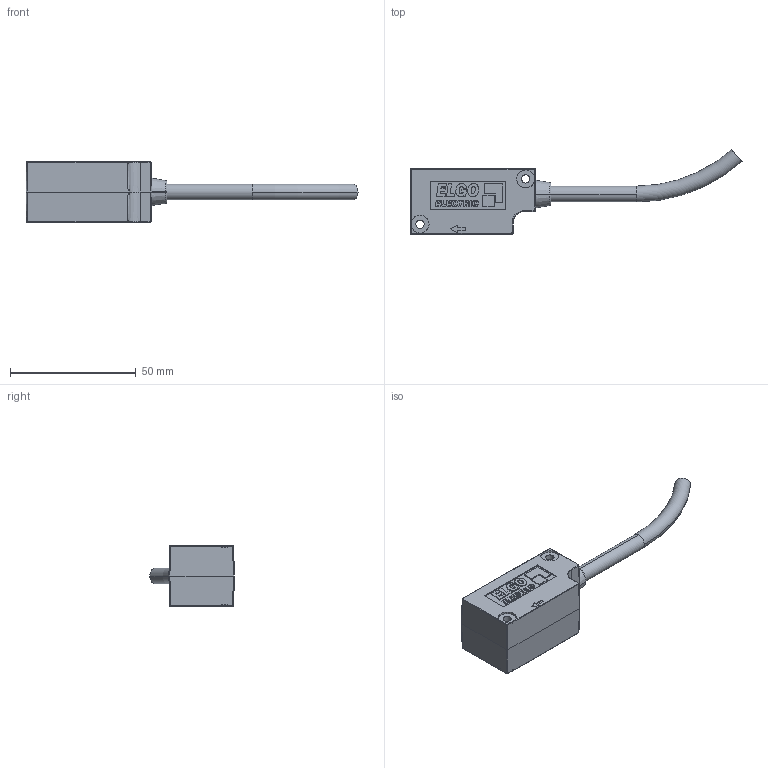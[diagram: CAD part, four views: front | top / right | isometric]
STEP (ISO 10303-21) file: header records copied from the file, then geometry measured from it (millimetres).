
FILE_DESCRIPTION (( 'STEP AP214' ), '1' );
FILE_NAME ('161000080_Sensorghäuse_EMIX3_LMIX3.STEP', '2015-02-20T17:28:01', ( ' ' ), ( ' ' ), 'SwSTEP 2.0', 'SolidWorks 2009', '' );
FILE_SCHEMA (( 'AUTOMOTIVE_DESIGN' ));
Length unit declared in the file: millimetre
Products named in the file (4): 161000080_Kabel_EMIX3_LMIX3; 161000080_Sensorghäuse_EMIX3_LMIX3_u; 161000080_Sensorghäuse_EMIX3_LMIX3_o; 161000080_Sensorghäuse_EMIX3_LMIX3
Assembly tree (3 placements, depth 2):
  161000080_Sensorghäuse_EMIX3_LMIX3
    161000080_Sensorghäuse_EMIX3_LMIX3_u
    161000080_Sensorghäuse_EMIX3_LMIX3_o
    161000080_Kabel_EMIX3_LMIX3
Bounding box: 132.1 x 33.63 x 24 mm (x, y, z)
Volume: 31178.5 mm3; surface area: 11161.3 mm2
Topology: 3 solids, 3 shells, 479 faces, 1286 edges, 849 vertices
Faces by surface type: plane 284, bspline 118, cylinder 64, torus 8, cone 5
Entity records: 20089 total; most frequent: CARTESIAN_POINT 8720, ORIENTED_EDGE 2572, DIRECTION 1907, EDGE_CURVE 1286, LINE 877, VECTOR 877, VERTEX_POINT 849, EDGE_LOOP 523
